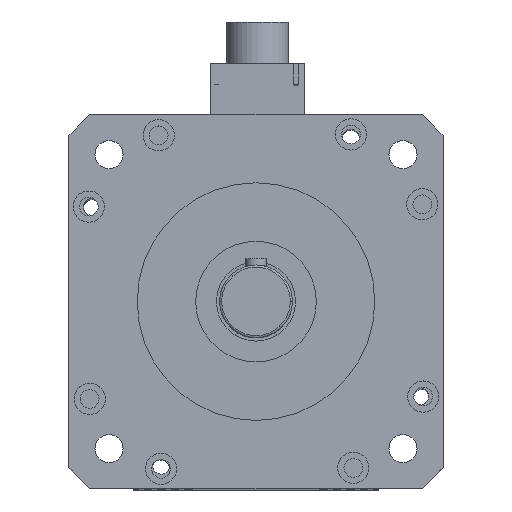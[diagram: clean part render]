
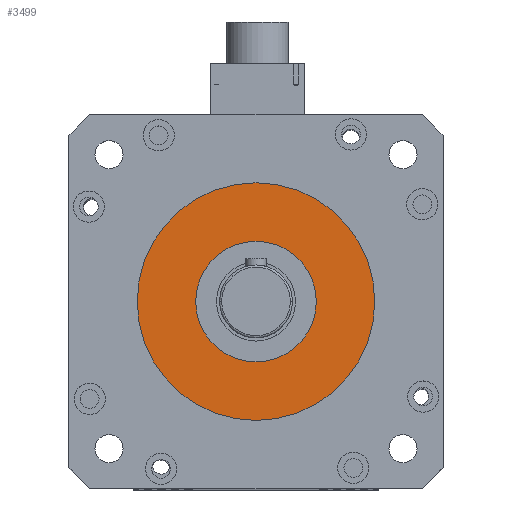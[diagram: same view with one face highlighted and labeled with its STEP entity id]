
A CAD part, top view. The second image highlights one B-rep face of the part: STEP entity #3499.
In plain terms, the highlighted planar face has unit normal (0, 0, 1).
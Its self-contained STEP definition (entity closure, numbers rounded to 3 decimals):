
#1396 = CIRCLE ( 'NONE', #6114, 57.15 ) ;
#1904 = ORIENTED_EDGE ( 'NONE', *, *, #7451, .F. ) ;
#2112 = FACE_OUTER_BOUND ( 'NONE', #3074, .T. ) ;
#2310 = VERTEX_POINT ( 'NONE', #17723 ) ;
#3074 = EDGE_LOOP ( 'NONE', ( #10295, #8448 ) ) ;
#3241 = DIRECTION ( 'NONE',  ( 0., 0., 1. ) ) ;
#3272 = CARTESIAN_POINT ( 'NONE',  ( 0., 0., 283.2 ) ) ;
#3499 = ADVANCED_FACE ( 'NONE', ( #2112, #5697 ), #7178, .T. ) ;
#3533 = CARTESIAN_POINT ( 'NONE',  ( 0., 0., 283.2 ) ) ;
#4069 = DIRECTION ( 'NONE',  ( 1., 0., 0. ) ) ;
#5287 = AXIS2_PLACEMENT_3D ( 'NONE', #11641, #17652, #4069 ) ;
#5601 = AXIS2_PLACEMENT_3D ( 'NONE', #16241, #8099, #17259 ) ;
#5697 = FACE_BOUND ( 'NONE', #8555, .T. ) ;
#5946 = CARTESIAN_POINT ( 'NONE',  ( 57.15, 0., 283.2 ) ) ;
#6114 = AXIS2_PLACEMENT_3D ( 'NONE', #8700, #18955, #11565 ) ;
#7178 = PLANE ( 'NONE',  #5601 ) ;
#7271 = CARTESIAN_POINT ( 'NONE',  ( 29., 0., 283.2 ) ) ;
#7451 = EDGE_CURVE ( 'NONE', #18617, #17633, #18100, .T. ) ;
#8099 = DIRECTION ( 'NONE',  ( 0., 0., 1. ) ) ;
#8448 = ORIENTED_EDGE ( 'NONE', *, *, #18872, .F. ) ;
#8555 = EDGE_LOOP ( 'NONE', ( #1904, #15922 ) ) ;
#8601 = AXIS2_PLACEMENT_3D ( 'NONE', #3272, #9268, #15287 ) ;
#8700 = CARTESIAN_POINT ( 'NONE',  ( 0., 0., 283.2 ) ) ;
#9268 = DIRECTION ( 'NONE',  ( 0., 0., -1. ) ) ;
#9595 = EDGE_CURVE ( 'NONE', #17633, #18617, #18816, .T. ) ;
#10295 = ORIENTED_EDGE ( 'NONE', *, *, #18332, .F. ) ;
#10535 = AXIS2_PLACEMENT_3D ( 'NONE', #3533, #3241, #15646 ) ;
#11565 = DIRECTION ( 'NONE',  ( -1., 0., 0. ) ) ;
#11641 = CARTESIAN_POINT ( 'NONE',  ( 0., 0., 283.2 ) ) ;
#12943 = CARTESIAN_POINT ( 'NONE',  ( -29., 0., 283.2 ) ) ;
#15287 = DIRECTION ( 'NONE',  ( -1., 0., 0. ) ) ;
#15646 = DIRECTION ( 'NONE',  ( 1., 0., 0. ) ) ;
#15922 = ORIENTED_EDGE ( 'NONE', *, *, #9595, .F. ) ;
#16157 = CIRCLE ( 'NONE', #8601, 57.15 ) ;
#16241 = CARTESIAN_POINT ( 'NONE',  ( 57.15, 0., 283.2 ) ) ;
#17259 = DIRECTION ( 'NONE',  ( 1., 0., 0. ) ) ;
#17633 = VERTEX_POINT ( 'NONE', #12943 ) ;
#17652 = DIRECTION ( 'NONE',  ( 0., 0., 1. ) ) ;
#17655 = VERTEX_POINT ( 'NONE', #5946 ) ;
#17723 = CARTESIAN_POINT ( 'NONE',  ( -57.15, 0., 283.2 ) ) ;
#18100 = CIRCLE ( 'NONE', #10535, 29. ) ;
#18332 = EDGE_CURVE ( 'NONE', #2310, #17655, #16157, .T. ) ;
#18617 = VERTEX_POINT ( 'NONE', #7271 ) ;
#18816 = CIRCLE ( 'NONE', #5287, 29. ) ;
#18872 = EDGE_CURVE ( 'NONE', #17655, #2310, #1396, .T. ) ;
#18955 = DIRECTION ( 'NONE',  ( 0., 0., -1. ) ) ;
